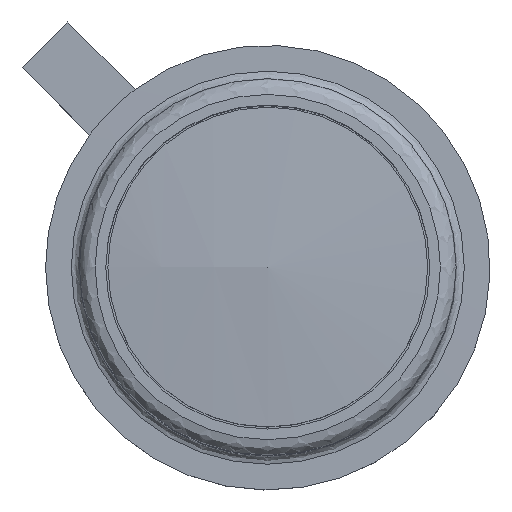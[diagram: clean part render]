
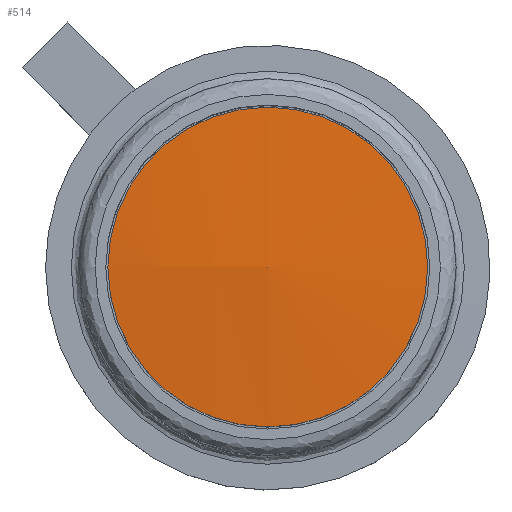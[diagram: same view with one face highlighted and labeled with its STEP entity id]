
A CAD part, top view. The second image highlights one B-rep face of the part: STEP entity #514.
In plain terms, the highlighted spherical face has radius 22.118 mm.
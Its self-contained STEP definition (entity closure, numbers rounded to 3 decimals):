
#514 = ADVANCED_FACE('',(#515),#536,.T.);
#515 = FACE_BOUND('',#516,.F.);
#516 = EDGE_LOOP('',(#517,#528,#535));
#517 = ORIENTED_EDGE('',*,*,#518,.T.);
#518 = EDGE_CURVE('',#519,#521,#523,.T.);
#519 = VERTEX_POINT('',#520);
#520 = CARTESIAN_POINT('',(1.27,0.,10.4));
#521 = VERTEX_POINT('',#522);
#522 = CARTESIAN_POINT('',(-0.831,0.,10.3));
#523 = CIRCLE('',#524,22.118);
#524 = AXIS2_PLACEMENT_3D('',#525,#526,#527);
#525 = CARTESIAN_POINT('',(1.27,0.,-11.718));
#526 = DIRECTION('',(0.,-1.,0.));
#527 = DIRECTION('',(1.,0.,0.));
#528 = ORIENTED_EDGE('',*,*,#529,.F.);
#529 = EDGE_CURVE('',#521,#521,#530,.T.);
#530 = CIRCLE('',#531,2.101);
#531 = AXIS2_PLACEMENT_3D('',#532,#533,#534);
#532 = CARTESIAN_POINT('',(1.27,0.,10.3));
#533 = DIRECTION('',(0.,0.,1.));
#534 = DIRECTION('',(-1.,0.,0.));
#535 = ORIENTED_EDGE('',*,*,#518,.F.);
#536 = SPHERICAL_SURFACE('',#537,22.118);
#537 = AXIS2_PLACEMENT_3D('',#538,#539,#540);
#538 = CARTESIAN_POINT('',(1.27,0.,-11.718));
#539 = DIRECTION('',(0.,0.,-1.));
#540 = DIRECTION('',(-1.,0.,0.));
